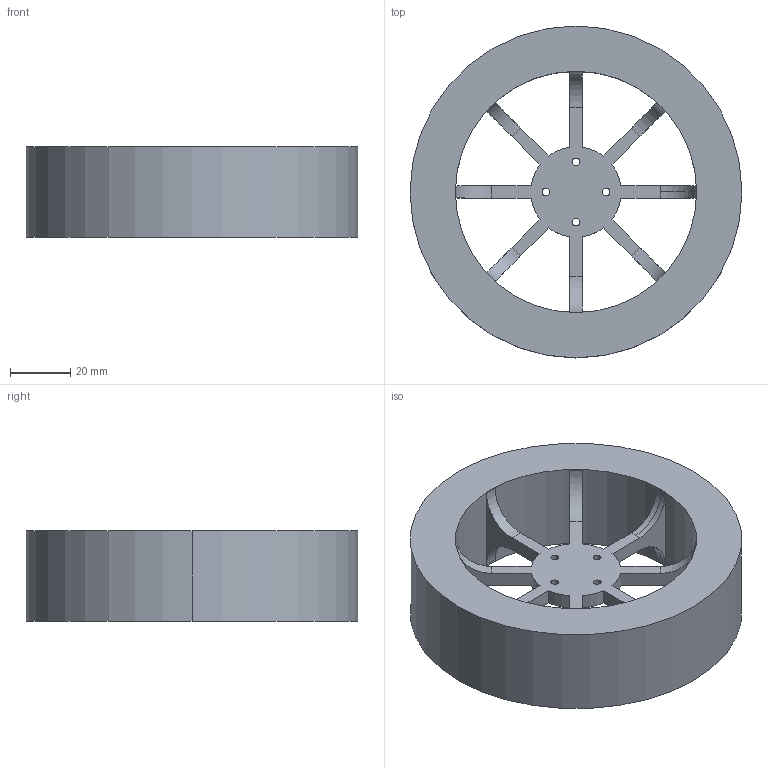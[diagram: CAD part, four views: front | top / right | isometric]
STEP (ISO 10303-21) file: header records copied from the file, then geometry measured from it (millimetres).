
FILE_DESCRIPTION (( 'STEP AP214' ), '1' );
FILE_NAME ('Reaction_Wheel_manufacture.STEP', '2024-04-23T13:50:24', ( '' ), ( '' ), 'SwSTEP 2.0', 'SolidWorks 2024', '' );
FILE_SCHEMA (( 'AUTOMOTIVE_DESIGN' ));
Length unit declared in the file: millimetre
Products named in the file (1): Reaction_Wheel_manufacture
Bounding box: 110 x 110 x 30 mm (x, y, z)
Volume: 143722.4 mm3; surface area: 32811.9 mm2
Topology: 1 solids, 1 shells, 58 faces, 190 edges, 126 vertices
Faces by surface type: cylinder 20, plane 20, torus 18
Entity records: 2893 total; most frequent: CARTESIAN_POINT 1143, ORIENTED_EDGE 380, DIRECTION 356, EDGE_CURVE 190, AXIS2_PLACEMENT_3D 139, VERTEX_POINT 126, CIRCLE 80, VECTOR 78
